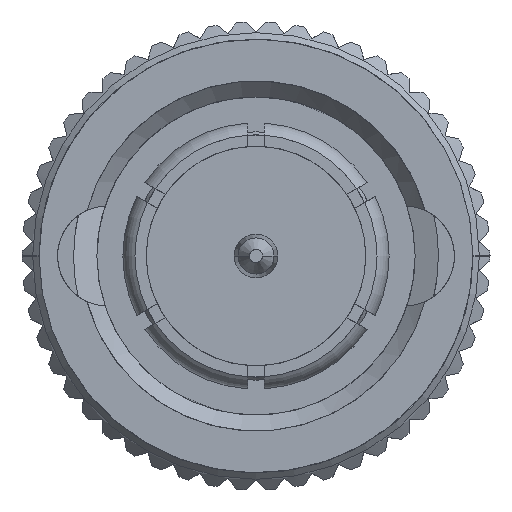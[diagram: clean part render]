
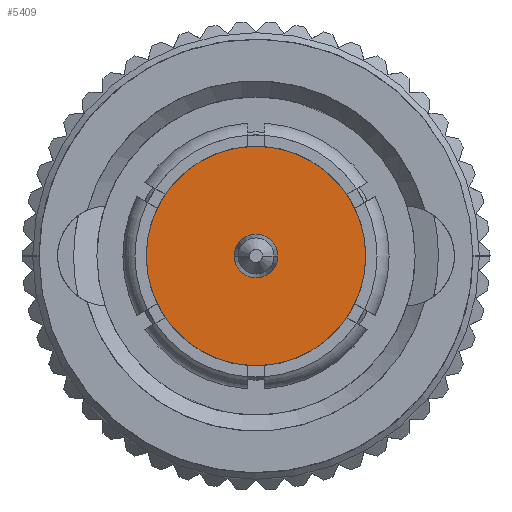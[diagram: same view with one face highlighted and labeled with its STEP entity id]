
A CAD part, left-side view. The second image highlights one B-rep face of the part: STEP entity #5409.
In plain terms, the highlighted planar face has unit normal (1, 0, 0).
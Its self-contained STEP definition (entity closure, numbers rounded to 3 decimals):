
#5318=CARTESIAN_POINT('',(5.4,3.4,0.));
#5319=CARTESIAN_POINT('',(5.4,3.4,
-0.222));
#5320=CARTESIAN_POINT('',(5.4,3.358,
-0.659));
#5321=CARTESIAN_POINT('',(5.4,3.163,-1.306));
#5322=CARTESIAN_POINT('',(5.4,2.847,-1.898));
#5323=CARTESIAN_POINT('',(5.4,2.422,-2.417));
#5324=CARTESIAN_POINT('',(5.4,1.903,-2.844));
#5325=CARTESIAN_POINT('',(5.4,1.311,-3.161));
#5326=CARTESIAN_POINT('',(5.4,0.669,
-3.356));
#5327=CARTESIAN_POINT('',(5.4,0.,-3.422));
#5328=CARTESIAN_POINT('',(5.4,-0.668,
-3.356));
#5329=CARTESIAN_POINT('',(5.4,-1.311,
-3.161));
#5330=CARTESIAN_POINT('',(5.4,-1.903,
-2.844));
#5331=CARTESIAN_POINT('',(5.4,-2.422,
-2.418));
#5332=CARTESIAN_POINT('',(5.4,-2.847,
-1.898));
#5333=CARTESIAN_POINT('',(5.4,-3.163,
-1.307));
#5334=CARTESIAN_POINT('',(5.4,-3.357,
-0.66));
#5335=CARTESIAN_POINT('',(5.4,-3.4,
-0.223));
#5336=CARTESIAN_POINT('',(5.4,-3.4,0.));
#5338=CARTESIAN_POINT('',(5.4,-3.4,0.));
#5339=CARTESIAN_POINT('',(5.4,-3.4,
0.222));
#5340=CARTESIAN_POINT('',(5.4,-3.358,
0.659));
#5341=CARTESIAN_POINT('',(5.4,-3.163,1.306));
#5342=CARTESIAN_POINT('',(5.4,-2.847,1.898));
#5343=CARTESIAN_POINT('',(5.4,-2.422,2.417));
#5344=CARTESIAN_POINT('',(5.4,-1.903,2.844));
#5345=CARTESIAN_POINT('',(5.4,-1.311,3.161));
#5346=CARTESIAN_POINT('',(5.4,-0.669,
3.356));
#5347=CARTESIAN_POINT('',(5.4,0.,
3.422));
#5348=CARTESIAN_POINT('',(5.4,0.668,3.356));
#5349=CARTESIAN_POINT('',(5.4,1.311,3.161));
#5350=CARTESIAN_POINT('',(5.4,1.903,2.844));
#5351=CARTESIAN_POINT('',(5.4,2.422,2.418));
#5352=CARTESIAN_POINT('',(5.4,2.847,1.898));
#5353=CARTESIAN_POINT('',(5.4,3.163,1.307));
#5354=CARTESIAN_POINT('',(5.4,3.357,0.66));
#5355=CARTESIAN_POINT('',(5.4,3.4,0.223));
#5356=CARTESIAN_POINT('',(5.4,3.4,0.));
#5358=CARTESIAN_POINT('',(5.4,0.6,0.));
#5359=CARTESIAN_POINT('',(5.4,0.6,
0.057));
#5360=CARTESIAN_POINT('',(5.4,0.585,
0.166));
#5361=CARTESIAN_POINT('',(5.4,0.513,
0.327));
#5362=CARTESIAN_POINT('',(5.4,0.4,
0.458));
#5363=CARTESIAN_POINT('',(5.4,0.254,
0.553));
#5364=CARTESIAN_POINT('',(5.4,0.087,
0.602));
#5365=CARTESIAN_POINT('',(5.4,-0.087,
0.602));
#5366=CARTESIAN_POINT('',(5.4,-0.254,
0.553));
#5367=CARTESIAN_POINT('',(5.4,-0.399,
0.459));
#5368=CARTESIAN_POINT('',(5.4,-0.513,
0.327));
#5369=CARTESIAN_POINT('',(5.4,-0.585,
0.167));
#5370=CARTESIAN_POINT('',(5.4,-0.6,
0.057));
#5371=CARTESIAN_POINT('',(5.4,-0.6,0.));
#5373=CARTESIAN_POINT('',(5.4,-0.6,0.));
#5374=CARTESIAN_POINT('',(5.4,-0.6,
-0.057));
#5375=CARTESIAN_POINT('',(5.4,-0.585,
-0.166));
#5376=CARTESIAN_POINT('',(5.4,-0.513,
-0.327));
#5377=CARTESIAN_POINT('',(5.4,-0.4,
-0.458));
#5378=CARTESIAN_POINT('',(5.4,-0.254,
-0.553));
#5379=CARTESIAN_POINT('',(5.4,-0.087,
-0.602));
#5380=CARTESIAN_POINT('',(5.4,0.087,
-0.602));
#5381=CARTESIAN_POINT('',(5.4,0.254,
-0.553));
#5382=CARTESIAN_POINT('',(5.4,0.399,
-0.459));
#5383=CARTESIAN_POINT('',(5.4,0.513,
-0.327));
#5384=CARTESIAN_POINT('',(5.4,0.585,
-0.167));
#5385=CARTESIAN_POINT('',(5.4,0.6,
-0.057));
#5386=CARTESIAN_POINT('',(5.4,0.6,0.));
#5388=VERTEX_POINT('',#5336);
#5389=VERTEX_POINT('',#5318);
#5390=VERTEX_POINT('',#5371);
#5391=VERTEX_POINT('',#5358);
#5392=CARTESIAN_POINT('',(5.4,0.,0.));
#5393=DIRECTION('',(1.,0.,0.));
#5394=DIRECTION('',(0.,-1.,0.));
#5395=AXIS2_PLACEMENT_3D('',#5392,#5393,#5394);
#5396=PLANE('',#5395);
#5398=ORIENTED_EDGE('',*,*,#5397,.T.);
#5400=ORIENTED_EDGE('',*,*,#5399,.T.);
#5401=EDGE_LOOP('',(#5398,#5400));
#5402=FACE_OUTER_BOUND('',#5401,.F.);
#5404=ORIENTED_EDGE('',*,*,#5403,.T.);
#5406=ORIENTED_EDGE('',*,*,#5405,.T.);
#5407=EDGE_LOOP('',(#5404,#5406));
#5408=FACE_BOUND('',#5407,.F.);
#5337=B_SPLINE_CURVE_WITH_KNOTS('',3,(#5318,#5319,#5320,#5321,#5322,#5323,#5324,
#5325,#5326,#5327,#5328,#5329,#5330,#5331,#5332,#5333,#5334,#5335,#5336),
.UNSPECIFIED.,.F.,.F.,(4,1,1,1,1,1,1,1,1,1,1,1,1,1,1,1,4),(0.,0.063,0.125,
0.188,0.25,0.313,0.375,0.438,0.5,0.563,0.625,0.688,
0.75,0.813,0.875,0.938,1.),.UNSPECIFIED.);
#5357=B_SPLINE_CURVE_WITH_KNOTS('',3,(#5338,#5339,#5340,#5341,#5342,#5343,#5344,
#5345,#5346,#5347,#5348,#5349,#5350,#5351,#5352,#5353,#5354,#5355,#5356),
.UNSPECIFIED.,.F.,.F.,(4,1,1,1,1,1,1,1,1,1,1,1,1,1,1,1,4),(0.,0.063,0.125,
0.188,0.25,0.313,0.375,0.438,0.5,0.563,0.625,0.688,
0.75,0.813,0.875,0.938,1.),.UNSPECIFIED.);
#5372=B_SPLINE_CURVE_WITH_KNOTS('',3,(#5358,#5359,#5360,#5361,#5362,#5363,#5364,
#5365,#5366,#5367,#5368,#5369,#5370,#5371),.UNSPECIFIED.,.F.,.F.,(4,1,1,1,1,1,1,
1,1,1,1,4),(0.,0.091,0.182,0.273,
0.364,0.455,0.545,0.636,
0.727,0.818,0.909,1.),.UNSPECIFIED.);
#5387=B_SPLINE_CURVE_WITH_KNOTS('',3,(#5373,#5374,#5375,#5376,#5377,#5378,#5379,
#5380,#5381,#5382,#5383,#5384,#5385,#5386),.UNSPECIFIED.,.F.,.F.,(4,1,1,1,1,1,1,
1,1,1,1,4),(0.,0.091,0.182,0.273,
0.364,0.455,0.545,0.636,
0.727,0.818,0.909,1.),.UNSPECIFIED.);
#5397=EDGE_CURVE('',#5389,#5388,#5337,.T.);
#5399=EDGE_CURVE('',#5388,#5389,#5357,.T.);
#5403=EDGE_CURVE('',#5391,#5390,#5372,.T.);
#5405=EDGE_CURVE('',#5390,#5391,#5387,.T.);
#5409=ADVANCED_FACE('',(#5402,#5408),#5396,.T.);
